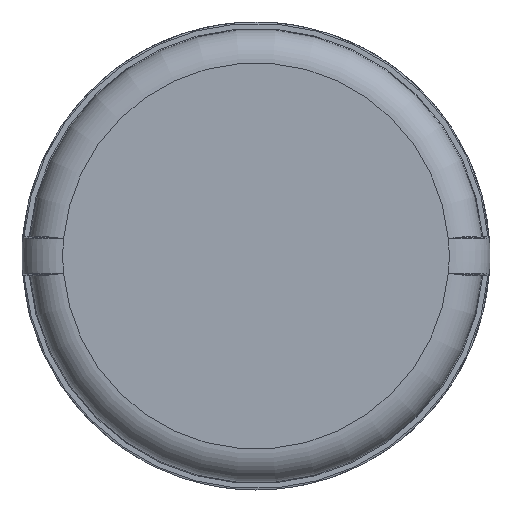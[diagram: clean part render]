
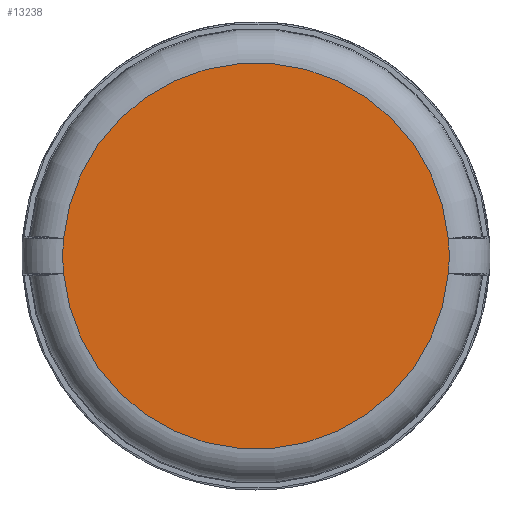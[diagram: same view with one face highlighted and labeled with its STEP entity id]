
A CAD part, left-side view. The second image highlights one B-rep face of the part: STEP entity #13238.
In plain terms, the highlighted planar face has unit normal (-1, 0, 0).
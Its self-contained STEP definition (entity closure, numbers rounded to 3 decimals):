
#18 = VERTEX_POINT ( 'NONE', #5946 ) ;
#180 = CARTESIAN_POINT ( 'NONE',  ( -39.5, -51.787, 4.7 ) ) ;
#2724 = AXIS2_PLACEMENT_3D ( 'NONE', #17448, #7772, #21370 ) ;
#3149 = AXIS2_PLACEMENT_3D ( 'NONE', #12668, #20438, #18540 ) ;
#4752 = EDGE_CURVE ( 'NONE', #8763, #21242, #15879, .T. ) ;
#4941 = PLANE ( 'NONE',  #3149 ) ;
#5421 = EDGE_LOOP ( 'NONE', ( #14565, #15259, #21076, #8675 ) ) ;
#5946 = CARTESIAN_POINT ( 'NONE',  ( -39.5, -51.787, -4.7 ) ) ;
#6172 = DIRECTION ( 'NONE',  ( -1., 0., 0. ) ) ;
#6308 = CIRCLE ( 'NONE', #7943, 52. ) ;
#7772 = DIRECTION ( 'NONE',  ( -1., 0., 0. ) ) ;
#7799 = VERTEX_POINT ( 'NONE', #180 ) ;
#7943 = AXIS2_PLACEMENT_3D ( 'NONE', #13875, #18345, #8438 ) ;
#8438 = DIRECTION ( 'NONE',  ( 0., 0., 1. ) ) ;
#8675 = ORIENTED_EDGE ( 'NONE', *, *, #11559, .T. ) ;
#8763 = VERTEX_POINT ( 'NONE', #10828 ) ;
#10828 = CARTESIAN_POINT ( 'NONE',  ( -39.5, 51.787, 4.7 ) ) ;
#11310 = CARTESIAN_POINT ( 'NONE',  ( -39.5, 0., 0. ) ) ;
#11430 = DIRECTION ( 'NONE',  ( -1., 0., 0. ) ) ;
#11559 = EDGE_CURVE ( 'NONE', #18, #7799, #14832, .T. ) ;
#11581 = AXIS2_PLACEMENT_3D ( 'NONE', #11310, #11430, #15116 ) ;
#11757 = CARTESIAN_POINT ( 'NONE',  ( -39.5, 0., 0. ) ) ;
#12668 = CARTESIAN_POINT ( 'NONE',  ( -39.5, 61., 0. ) ) ;
#13238 = ADVANCED_FACE ( 'NONE', ( #22109 ), #4941, .T. ) ;
#13875 = CARTESIAN_POINT ( 'NONE',  ( -39.5, 0., 0. ) ) ;
#14565 = ORIENTED_EDGE ( 'NONE', *, *, #24294, .T. ) ;
#14832 = CIRCLE ( 'NONE', #2724, 52. ) ;
#15116 = DIRECTION ( 'NONE',  ( 0., 0., 1. ) ) ;
#15259 = ORIENTED_EDGE ( 'NONE', *, *, #4752, .T. ) ;
#15879 = CIRCLE ( 'NONE', #16663, 52. ) ;
#16663 = AXIS2_PLACEMENT_3D ( 'NONE', #11757, #6172, #21805 ) ;
#16756 = CARTESIAN_POINT ( 'NONE',  ( -39.5, 51.787, -4.7 ) ) ;
#17285 = CIRCLE ( 'NONE', #11581, 52. ) ;
#17448 = CARTESIAN_POINT ( 'NONE',  ( -39.5, 0., 0. ) ) ;
#18345 = DIRECTION ( 'NONE',  ( -1., 0., 0. ) ) ;
#18540 = DIRECTION ( 'NONE',  ( 0., 0., 1. ) ) ;
#19500 = EDGE_CURVE ( 'NONE', #21242, #18, #6308, .T. ) ;
#20438 = DIRECTION ( 'NONE',  ( -1., 0., 0. ) ) ;
#21076 = ORIENTED_EDGE ( 'NONE', *, *, #19500, .T. ) ;
#21242 = VERTEX_POINT ( 'NONE', #16756 ) ;
#21370 = DIRECTION ( 'NONE',  ( 0., 0., 1. ) ) ;
#21805 = DIRECTION ( 'NONE',  ( 0., 0., 1. ) ) ;
#22109 = FACE_OUTER_BOUND ( 'NONE', #5421, .T. ) ;
#24294 = EDGE_CURVE ( 'NONE', #7799, #8763, #17285, .T. ) ;
